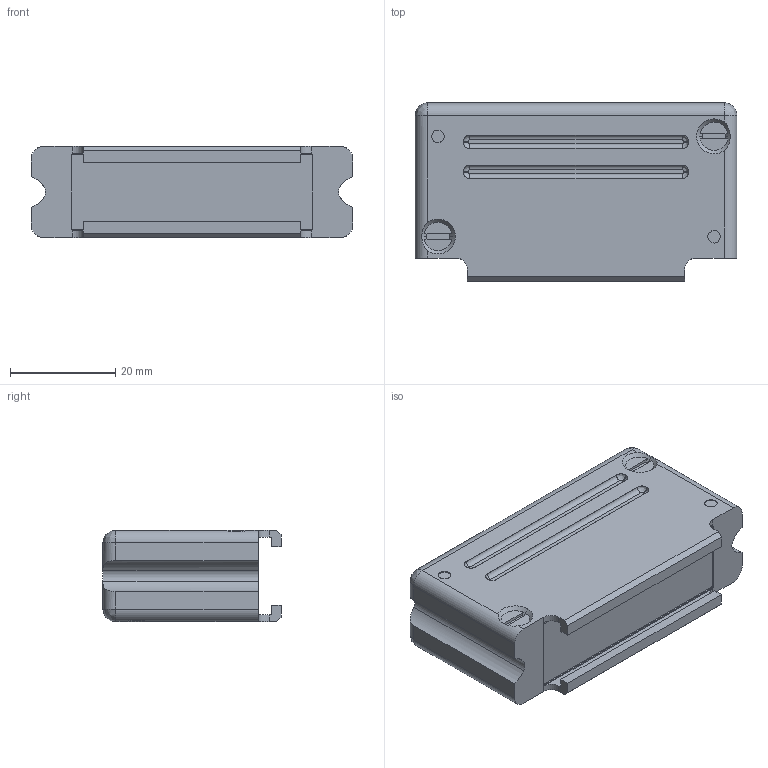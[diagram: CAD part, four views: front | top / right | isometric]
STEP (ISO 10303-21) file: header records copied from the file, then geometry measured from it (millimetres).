
FILE_DESCRIPTION (( 'STEP AP203' ), '1' );
FILE_NAME ('112715.stp', '2018-12-06T20:40:13', ( '' ), ( '' ), 'SwSTEP 2.0', 'SolidWorks 2012', '' );
FILE_SCHEMA (( 'CONFIG_CONTROL_DESIGN' ));
Length unit declared in the file: centimetre
Products named in the file (1): 112715
Bounding box: 60.96 x 33.78 x 17.27 mm (x, y, z)
Volume: 30167.3 mm3; surface area: 7812.1 mm2
Topology: 1 solids, 1 shells, 163 faces, 416 edges, 264 vertices
Faces by surface type: plane 71, cylinder 64, bspline 20, cone 8
Entity records: 5347 total; most frequent: CARTESIAN_POINT 1384, ORIENTED_EDGE 832, DIRECTION 812, EDGE_CURVE 416, AXIS2_PLACEMENT_3D 300, VERTEX_POINT 264, LINE 212, VECTOR 212
